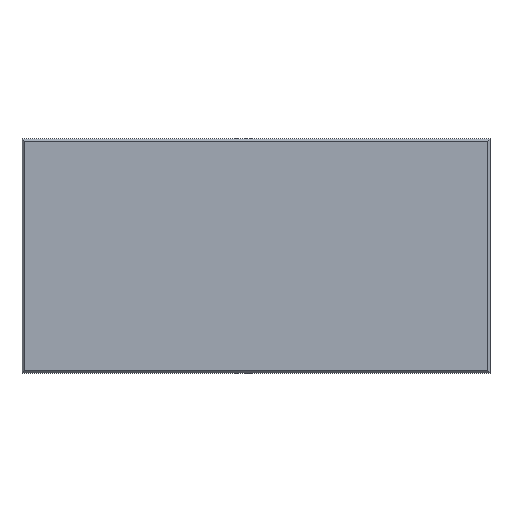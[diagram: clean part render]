
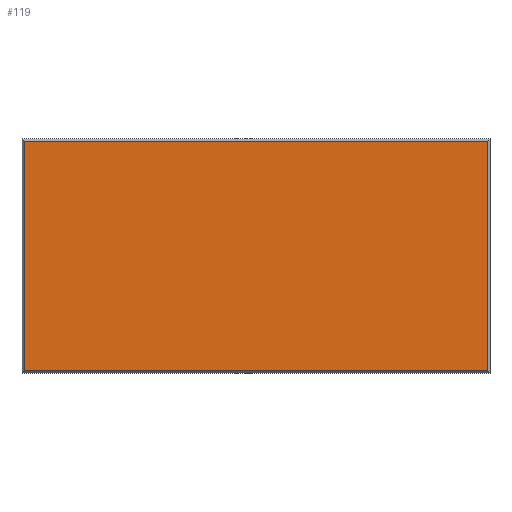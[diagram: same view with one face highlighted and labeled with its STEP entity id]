
A CAD part, top view. The second image highlights one B-rep face of the part: STEP entity #119.
In plain terms, the highlighted planar face has unit normal (0, 0, 1).
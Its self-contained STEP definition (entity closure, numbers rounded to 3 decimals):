
#1 = ORIENTED_EDGE ( 'NONE', *, *, #95, .T. ) ;
#6 = FACE_OUTER_BOUND ( 'NONE', #94, .T. ) ;
#11 = PLANE ( 'NONE',  #147 ) ;
#22 = VERTEX_POINT ( 'NONE', #28 ) ;
#28 = CARTESIAN_POINT ( 'NONE',  ( 49.5, -24.5, 20. ) ) ;
#66 = CARTESIAN_POINT ( 'NONE',  ( -49.5, -25., 20. ) ) ;
#72 = ORIENTED_EDGE ( 'NONE', *, *, #158, .T. ) ;
#80 = DIRECTION ( 'NONE',  ( -1., 0., 0. ) ) ;
#94 = EDGE_LOOP ( 'NONE', ( #72, #250, #252, #1 ) ) ;
#95 = EDGE_CURVE ( 'NONE', #253, #142, #139, .T. ) ;
#112 = VERTEX_POINT ( 'NONE', #208 ) ;
#114 = DIRECTION ( 'NONE',  ( 0., 0., 1. ) ) ;
#118 = VECTOR ( 'NONE', #80, 1000. ) ;
#119 = ADVANCED_FACE ( 'NONE', ( #6 ), #11, .T. ) ;
#123 = DIRECTION ( 'NONE',  ( 0., -1., 0. ) ) ;
#139 = LINE ( 'NONE', #165, #118 ) ;
#142 = VERTEX_POINT ( 'NONE', #271 ) ;
#147 = AXIS2_PLACEMENT_3D ( 'NONE', #163, #114, #307 ) ;
#150 = CARTESIAN_POINT ( 'NONE',  ( 49.5, 24.5, 20. ) ) ;
#158 = EDGE_CURVE ( 'NONE', #142, #112, #298, .T. ) ;
#163 = CARTESIAN_POINT ( 'NONE',  ( 0., 0., 20. ) ) ;
#165 = CARTESIAN_POINT ( 'NONE',  ( -50., 24.5, 20. ) ) ;
#167 = VECTOR ( 'NONE', #168, 1000. ) ;
#168 = DIRECTION ( 'NONE',  ( 0., 1., 0. ) ) ;
#197 = EDGE_CURVE ( 'NONE', #22, #253, #267, .T. ) ;
#198 = VECTOR ( 'NONE', #294, 1000. ) ;
#199 = CARTESIAN_POINT ( 'NONE',  ( 50., -24.5, 20. ) ) ;
#201 = VECTOR ( 'NONE', #123, 1000. ) ;
#208 = CARTESIAN_POINT ( 'NONE',  ( -49.5, -24.5, 20. ) ) ;
#220 = LINE ( 'NONE', #199, #198 ) ;
#247 = CARTESIAN_POINT ( 'NONE',  ( 49.5, 25., 20. ) ) ;
#250 = ORIENTED_EDGE ( 'NONE', *, *, #326, .T. ) ;
#252 = ORIENTED_EDGE ( 'NONE', *, *, #197, .T. ) ;
#253 = VERTEX_POINT ( 'NONE', #150 ) ;
#267 = LINE ( 'NONE', #247, #167 ) ;
#271 = CARTESIAN_POINT ( 'NONE',  ( -49.5, 24.5, 20. ) ) ;
#294 = DIRECTION ( 'NONE',  ( 1., 0., 0. ) ) ;
#298 = LINE ( 'NONE', #66, #201 ) ;
#307 = DIRECTION ( 'NONE',  ( 1., 0., 0. ) ) ;
#326 = EDGE_CURVE ( 'NONE', #112, #22, #220, .T. ) ;
